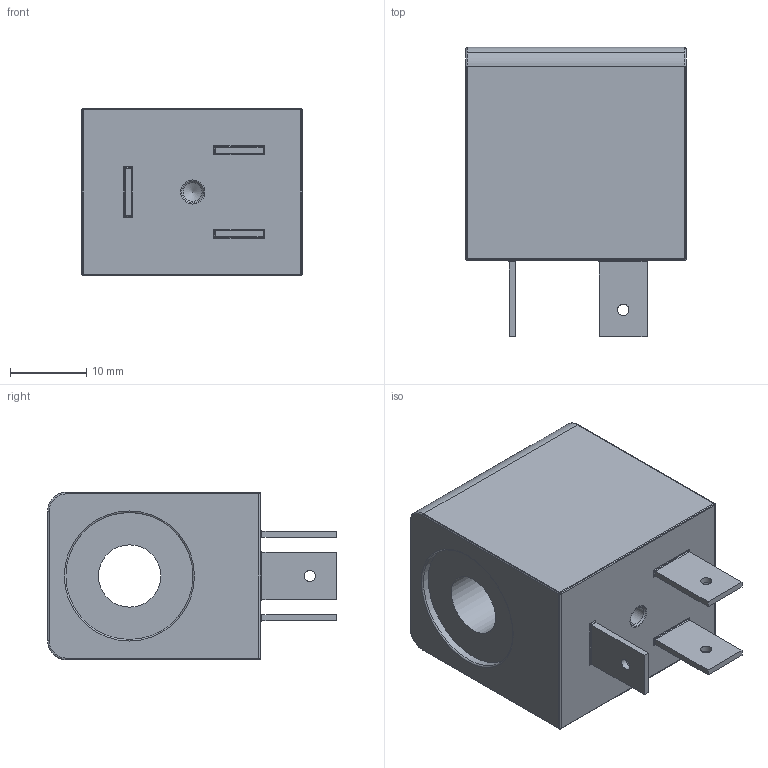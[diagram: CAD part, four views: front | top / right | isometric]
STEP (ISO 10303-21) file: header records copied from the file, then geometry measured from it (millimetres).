
FILE_DESCRIPTION(/* description */ ('Alibre Inc.'),/* implementation_level */ '2;1');
FILE_NAME(/* name */ 'export-6D8A945D-6C56-41BF-A16A-3CAC1574F7A6',/* time_stamp */ '2024-04-09T12:25:14+02:00',/* author */ (''),/* organization */ (''),/* preprocessor_version */ 'ST-DEVELOPER v17',/* originating_system */ 'Alibre',/* authorisation */ '');
FILE_SCHEMA (('AUTOMOTIVE_DESIGN'));
Length unit declared in the file: millimetre
Bounding box: 29 x 38 x 22 mm (x, y, z)
Volume: 16191.2 mm3; surface area: 5168 mm2
Topology: 1 solids, 1 shells, 89 faces, 212 edges, 125 vertices
Faces by surface type: cylinder 54, plane 22, torus 7, sphere 4, cone 2
Full cylindrical faces by diameter (mm): 1.5 x3, 2.459 x1, 8.2 x1, 16.7 x1
Entity records: 2447 total; most frequent: CARTESIAN_POINT 420, ORIENTED_EDGE 414, DIRECTION 397, EDGE_CURVE 207, AXIS2_PLACEMENT_3D 161, VERTEX_POINT 125, VECTOR 104, LINE 104
